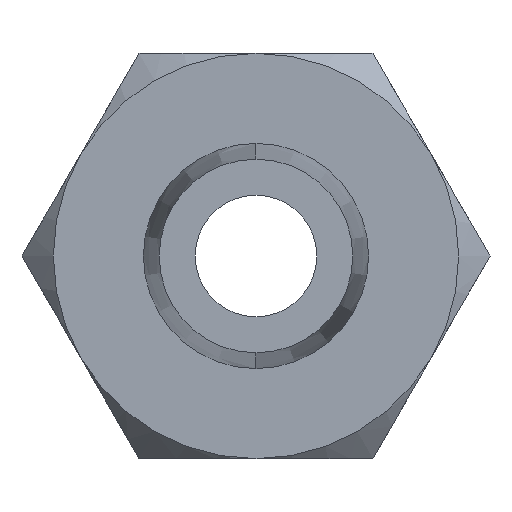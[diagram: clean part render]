
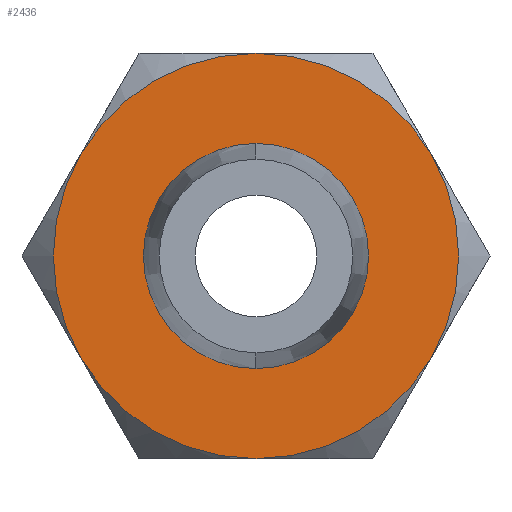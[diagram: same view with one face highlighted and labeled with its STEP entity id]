
A CAD part, left-side view. The second image highlights one B-rep face of the part: STEP entity #2436.
In plain terms, the highlighted planar face has unit normal (-1, 0, 0).
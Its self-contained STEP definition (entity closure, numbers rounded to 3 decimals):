
#20 = AXIS2_PLACEMENT_3D ( 'NONE', #4212, #2992, #2208 ) ;
#175 = DIRECTION ( 'NONE',  ( 1., 0., 0. ) ) ;
#208 = DIRECTION ( 'NONE',  ( 1., 0., 0. ) ) ;
#212 = VERTEX_POINT ( 'NONE', #2438 ) ;
#368 = CIRCLE ( 'NONE', #3609, 4.5 ) ;
#491 = CARTESIAN_POINT ( 'NONE',  ( 20., 0., 0. ) ) ;
#609 = VERTEX_POINT ( 'NONE', #5130 ) ;
#639 = ORIENTED_EDGE ( 'NONE', *, *, #4180, .F. ) ;
#659 = VERTEX_POINT ( 'NONE', #2480 ) ;
#709 = ORIENTED_EDGE ( 'NONE', *, *, #4467, .F. ) ;
#720 = DIRECTION ( 'NONE',  ( 0., 0., 1. ) ) ;
#749 = AXIS2_PLACEMENT_3D ( 'NONE', #491, #3231, #4015 ) ;
#922 = CIRCLE ( 'NONE', #1599, 4.5 ) ;
#935 = AXIS2_PLACEMENT_3D ( 'NONE', #2551, #175, #1762 ) ;
#1014 = CARTESIAN_POINT ( 'NONE',  ( 20., 0., 0. ) ) ;
#1026 = EDGE_LOOP ( 'NONE', ( #1704, #3719, #4204, #4456, #3331, #1533 ) ) ;
#1329 = DIRECTION ( 'NONE',  ( 0., 0., 1. ) ) ;
#1533 = ORIENTED_EDGE ( 'NONE', *, *, #2017, .F. ) ;
#1599 = AXIS2_PLACEMENT_3D ( 'NONE', #1014, #5037, #2613 ) ;
#1704 = ORIENTED_EDGE ( 'NONE', *, *, #1987, .F. ) ;
#1762 = DIRECTION ( 'NONE',  ( 0., 0., -1. ) ) ;
#1780 = VERTEX_POINT ( 'NONE', #2329 ) ;
#1982 = CARTESIAN_POINT ( 'NONE',  ( 20., 3.897, 2.25 ) ) ;
#1987 = EDGE_CURVE ( 'NONE', #609, #659, #922, .T. ) ;
#2002 = CARTESIAN_POINT ( 'NONE',  ( 20., 0., 2.5 ) ) ;
#2017 = EDGE_CURVE ( 'NONE', #659, #3496, #2268, .T. ) ;
#2118 = VERTEX_POINT ( 'NONE', #2687 ) ;
#2124 = FACE_BOUND ( 'NONE', #5121, .T. ) ;
#2208 = DIRECTION ( 'NONE',  ( 0., 0., -1. ) ) ;
#2268 = CIRCLE ( 'NONE', #4935, 4.5 ) ;
#2329 = CARTESIAN_POINT ( 'NONE',  ( 20., 0., -2.5 ) ) ;
#2416 = CIRCLE ( 'NONE', #749, 4.5 ) ;
#2436 = ADVANCED_FACE ( 'NONE', ( #2124, #3709 ), #2631, .F. ) ;
#2438 = CARTESIAN_POINT ( 'NONE',  ( 20., -3.897, 2.25 ) ) ;
#2480 = CARTESIAN_POINT ( 'NONE',  ( 20., 3.897, -2.25 ) ) ;
#2508 = CARTESIAN_POINT ( 'NONE',  ( 20., 0., 0. ) ) ;
#2551 = CARTESIAN_POINT ( 'NONE',  ( 20., 0., 0. ) ) ;
#2613 = DIRECTION ( 'NONE',  ( 0., 0., -1. ) ) ;
#2631 = PLANE ( 'NONE',  #20 ) ;
#2673 = DIRECTION ( 'NONE',  ( -1., 0., 0. ) ) ;
#2687 = CARTESIAN_POINT ( 'NONE',  ( 20., -3.897, -2.25 ) ) ;
#2810 = EDGE_CURVE ( 'NONE', #2118, #609, #3677, .T. ) ;
#2968 = EDGE_CURVE ( 'NONE', #4643, #212, #4429, .T. ) ;
#2992 = DIRECTION ( 'NONE',  ( 1., 0., 0. ) ) ;
#3049 = CARTESIAN_POINT ( 'NONE',  ( 20., 0., 0. ) ) ;
#3057 = DIRECTION ( 'NONE',  ( 0., 0., 1. ) ) ;
#3231 = DIRECTION ( 'NONE',  ( 1., 0., 0. ) ) ;
#3270 = CIRCLE ( 'NONE', #4439, 2.5 ) ;
#3331 = ORIENTED_EDGE ( 'NONE', *, *, #4494, .T. ) ;
#3496 = VERTEX_POINT ( 'NONE', #1982 ) ;
#3531 = CARTESIAN_POINT ( 'NONE',  ( 20., 0., 4.5 ) ) ;
#3609 = AXIS2_PLACEMENT_3D ( 'NONE', #4990, #2673, #3057 ) ;
#3677 = CIRCLE ( 'NONE', #935, 4.5 ) ;
#3683 = AXIS2_PLACEMENT_3D ( 'NONE', #2508, #4907, #1329 ) ;
#3709 = FACE_OUTER_BOUND ( 'NONE', #1026, .T. ) ;
#3719 = ORIENTED_EDGE ( 'NONE', *, *, #2810, .F. ) ;
#3848 = CARTESIAN_POINT ( 'NONE',  ( 20., 0., 0. ) ) ;
#4015 = DIRECTION ( 'NONE',  ( 0., 0., -1. ) ) ;
#4049 = DIRECTION ( 'NONE',  ( 0., 0., -1. ) ) ;
#4180 = EDGE_CURVE ( 'NONE', #5031, #1780, #3270, .T. ) ;
#4183 = AXIS2_PLACEMENT_3D ( 'NONE', #4746, #4445, #4049 ) ;
#4204 = ORIENTED_EDGE ( 'NONE', *, *, #4709, .F. ) ;
#4212 = CARTESIAN_POINT ( 'NONE',  ( 20., 0., 0. ) ) ;
#4316 = DIRECTION ( 'NONE',  ( -1., 0., 0. ) ) ;
#4429 = CIRCLE ( 'NONE', #4183, 4.5 ) ;
#4439 = AXIS2_PLACEMENT_3D ( 'NONE', #3848, #4316, #720 ) ;
#4445 = DIRECTION ( 'NONE',  ( 1., 0., 0. ) ) ;
#4456 = ORIENTED_EDGE ( 'NONE', *, *, #2968, .F. ) ;
#4467 = EDGE_CURVE ( 'NONE', #1780, #5031, #4862, .T. ) ;
#4494 = EDGE_CURVE ( 'NONE', #4643, #3496, #368, .T. ) ;
#4640 = DIRECTION ( 'NONE',  ( 0., 0., -1. ) ) ;
#4643 = VERTEX_POINT ( 'NONE', #3531 ) ;
#4709 = EDGE_CURVE ( 'NONE', #212, #2118, #2416, .T. ) ;
#4746 = CARTESIAN_POINT ( 'NONE',  ( 20., 0., 0. ) ) ;
#4862 = CIRCLE ( 'NONE', #3683, 2.5 ) ;
#4907 = DIRECTION ( 'NONE',  ( -1., 0., 0. ) ) ;
#4935 = AXIS2_PLACEMENT_3D ( 'NONE', #3049, #208, #4640 ) ;
#4990 = CARTESIAN_POINT ( 'NONE',  ( 20., 0., 0. ) ) ;
#5031 = VERTEX_POINT ( 'NONE', #2002 ) ;
#5037 = DIRECTION ( 'NONE',  ( 1., 0., 0. ) ) ;
#5121 = EDGE_LOOP ( 'NONE', ( #639, #709 ) ) ;
#5130 = CARTESIAN_POINT ( 'NONE',  ( 20., 0., -4.5 ) ) ;
